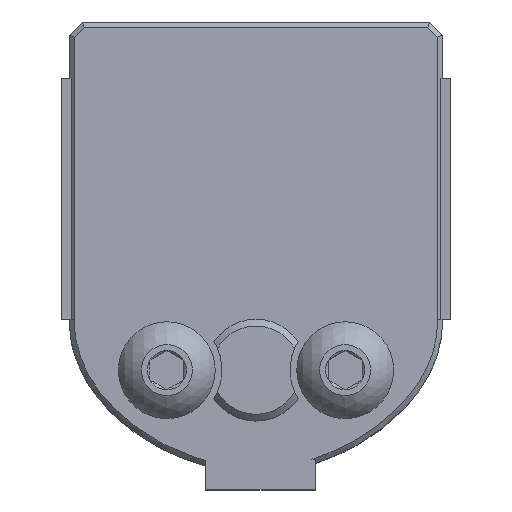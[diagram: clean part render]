
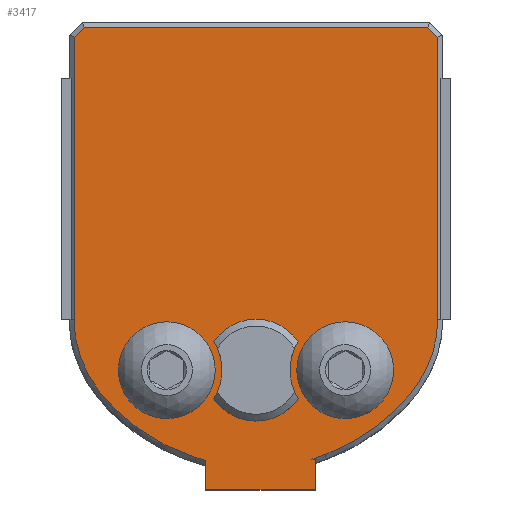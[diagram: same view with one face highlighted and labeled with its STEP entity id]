
A CAD part, top view. The second image highlights one B-rep face of the part: STEP entity #3417.
In plain terms, the highlighted planar face has unit normal (0, 0, 1).
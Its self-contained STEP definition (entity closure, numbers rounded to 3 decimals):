
#93=FACE_BOUND('',#713,.T.);
#94=FACE_BOUND('',#714,.T.);
#95=FACE_BOUND('',#715,.T.);
#104=B_SPLINE_CURVE_WITH_KNOTS('',3,(#4909,#4910,#4911,#4912),
 .UNSPECIFIED.,.F.,.F.,(4,4),(0.,0.083),.UNSPECIFIED.);
#105=B_SPLINE_CURVE_WITH_KNOTS('',3,(#4914,#4915,#4916,#4917,#4918,#4919,
#4920,#4921,#4922,#4923),.UNSPECIFIED.,.F.,.F.,(4,1,1,1,3,4),(-1.,-0.714,
-0.571,-0.286,0.,0.017),
 .UNSPECIFIED.);
#106=B_SPLINE_CURVE_WITH_KNOTS('',3,(#4935,#4936,#4937,#4938,#4939,#4940,
#4941,#4942,#4943),.UNSPECIFIED.,.F.,.F.,(4,3,1,1,4),(-0.016,
0.,0.429,0.571,1.),
 .UNSPECIFIED.);
#107=B_SPLINE_CURVE_WITH_KNOTS('',3,(#4945,#4946,#4947,#4948),
 .UNSPECIFIED.,.F.,.F.,(4,4),(0.736,0.798),
 .UNSPECIFIED.);
#318=CIRCLE('',#3689,2.52);
#320=CIRCLE('',#3692,2.52);
#321=CIRCLE('',#3693,3.);
#322=CIRCLE('',#3694,3.25);
#323=CIRCLE('',#3695,3.);
#324=CIRCLE('',#3696,3.25);
#503=FACE_OUTER_BOUND('',#712,.T.);
#712=EDGE_LOOP('',(#2309,#2310,#2311,#2312,#2313,#2314,#2315,#2316,#2317,
#2318,#2319,#2320,#2321));
#713=EDGE_LOOP('',(#2322));
#714=EDGE_LOOP('',(#2323,#2324,#2325,#2326));
#715=EDGE_LOOP('',(#2327));
#940=LINE('',#4925,#1174);
#941=LINE('',#4927,#1175);
#942=LINE('',#4929,#1176);
#943=LINE('',#4931,#1177);
#944=LINE('',#4933,#1178);
#945=LINE('',#4950,#1179);
#946=LINE('',#4952,#1180);
#947=LINE('',#4954,#1181);
#948=LINE('',#4955,#1182);
#1174=VECTOR('',#4016,10.);
#1175=VECTOR('',#4017,10.);
#1176=VECTOR('',#4018,10.);
#1177=VECTOR('',#4019,10.);
#1178=VECTOR('',#4020,10.);
#1179=VECTOR('',#4021,10.);
#1180=VECTOR('',#4022,10.);
#1181=VECTOR('',#4023,10.);
#1182=VECTOR('',#4024,10.);
#1405=VERTEX_POINT('',#4901);
#1407=VERTEX_POINT('',#4907);
#1408=VERTEX_POINT('',#4908);
#1409=VERTEX_POINT('',#4913);
#1410=VERTEX_POINT('',#4924);
#1411=VERTEX_POINT('',#4926);
#1412=VERTEX_POINT('',#4928);
#1413=VERTEX_POINT('',#4930);
#1414=VERTEX_POINT('',#4932);
#1415=VERTEX_POINT('',#4934);
#1416=VERTEX_POINT('',#4944);
#1417=VERTEX_POINT('',#4949);
#1418=VERTEX_POINT('',#4951);
#1419=VERTEX_POINT('',#4953);
#1420=VERTEX_POINT('',#4956);
#1421=VERTEX_POINT('',#4958);
#1422=VERTEX_POINT('',#4959);
#1423=VERTEX_POINT('',#4961);
#1424=VERTEX_POINT('',#4963);
#1749=EDGE_CURVE('',#1405,#1405,#318,.T.);
#1752=EDGE_CURVE('',#1407,#1408,#104,.T.);
#1753=EDGE_CURVE('',#1409,#1407,#105,.T.);
#1754=EDGE_CURVE('',#1410,#1409,#940,.T.);
#1755=EDGE_CURVE('',#1411,#1410,#941,.T.);
#1756=EDGE_CURVE('',#1412,#1411,#942,.T.);
#1757=EDGE_CURVE('',#1413,#1412,#943,.T.);
#1758=EDGE_CURVE('',#1414,#1413,#944,.T.);
#1759=EDGE_CURVE('',#1415,#1414,#106,.T.);
#1760=EDGE_CURVE('',#1416,#1415,#107,.T.);
#1761=EDGE_CURVE('',#1416,#1417,#945,.T.);
#1762=EDGE_CURVE('',#1417,#1418,#946,.T.);
#1763=EDGE_CURVE('',#1418,#1419,#947,.T.);
#1764=EDGE_CURVE('',#1419,#1408,#948,.T.);
#1765=EDGE_CURVE('',#1420,#1420,#320,.T.);
#1766=EDGE_CURVE('',#1421,#1422,#321,.T.);
#1767=EDGE_CURVE('',#1422,#1423,#322,.T.);
#1768=EDGE_CURVE('',#1423,#1424,#323,.T.);
#1769=EDGE_CURVE('',#1424,#1421,#324,.T.);
#2309=ORIENTED_EDGE('',*,*,#1752,.F.);
#2310=ORIENTED_EDGE('',*,*,#1753,.F.);
#2311=ORIENTED_EDGE('',*,*,#1754,.F.);
#2312=ORIENTED_EDGE('',*,*,#1755,.F.);
#2313=ORIENTED_EDGE('',*,*,#1756,.F.);
#2314=ORIENTED_EDGE('',*,*,#1757,.F.);
#2315=ORIENTED_EDGE('',*,*,#1758,.F.);
#2316=ORIENTED_EDGE('',*,*,#1759,.F.);
#2317=ORIENTED_EDGE('',*,*,#1760,.F.);
#2318=ORIENTED_EDGE('',*,*,#1761,.T.);
#2319=ORIENTED_EDGE('',*,*,#1762,.T.);
#2320=ORIENTED_EDGE('',*,*,#1763,.T.);
#2321=ORIENTED_EDGE('',*,*,#1764,.T.);
#2322=ORIENTED_EDGE('',*,*,#1765,.F.);
#2323=ORIENTED_EDGE('',*,*,#1766,.T.);
#2324=ORIENTED_EDGE('',*,*,#1767,.T.);
#2325=ORIENTED_EDGE('',*,*,#1768,.T.);
#2326=ORIENTED_EDGE('',*,*,#1769,.T.);
#2327=ORIENTED_EDGE('',*,*,#1749,.F.);
#3328=PLANE('',#3691);
#3417=ADVANCED_FACE('',(#503,#93,#94,#95),#3328,.T.);
#3689=AXIS2_PLACEMENT_3D('',#4902,#4009,#4010);
#3691=AXIS2_PLACEMENT_3D('',#4906,#4014,#4015);
#3692=AXIS2_PLACEMENT_3D('',#4957,#4025,#4026);
#3693=AXIS2_PLACEMENT_3D('',#4960,#4027,#4028);
#3694=AXIS2_PLACEMENT_3D('',#4962,#4029,#4030);
#3695=AXIS2_PLACEMENT_3D('',#4964,#4031,#4032);
#3696=AXIS2_PLACEMENT_3D('',#4965,#4033,#4034);
#4009=DIRECTION('center_axis',(0.,0.,1.));
#4010=DIRECTION('ref_axis',(-1.,0.,0.));
#4014=DIRECTION('center_axis',(0.,0.,1.));
#4015=DIRECTION('ref_axis',(-1.,0.,0.));
#4016=DIRECTION('',(0.,-1.,0.));
#4017=DIRECTION('',(0.707,-0.707,0.));
#4018=DIRECTION('',(1.,0.,0.));
#4019=DIRECTION('',(0.707,0.707,0.));
#4020=DIRECTION('',(0.,1.,0.));
#4021=DIRECTION('',(0.,-1.,0.));
#4022=DIRECTION('',(1.,0.,0.));
#4023=DIRECTION('',(0.,1.,0.));
#4024=DIRECTION('',(-1.,0.,0.));
#4025=DIRECTION('center_axis',(0.,0.,1.));
#4026=DIRECTION('ref_axis',(-1.,0.,0.));
#4027=DIRECTION('center_axis',(0.,0.,-1.));
#4028=DIRECTION('ref_axis',(1.,0.,0.));
#4029=DIRECTION('center_axis',(0.,0.,
1.));
#4030=DIRECTION('ref_axis',(-1.,0.,0.));
#4031=DIRECTION('center_axis',(0.,0.,-1.));
#4032=DIRECTION('ref_axis',(1.,0.,0.));
#4033=DIRECTION('center_axis',(0.,0.,
1.));
#4034=DIRECTION('ref_axis',(-1.,0.,0.));
#4901=CARTESIAN_POINT('',(11.829,9.967,5.177));
#4902=CARTESIAN_POINT('Origin',(9.309,9.967,5.177));
#4906=CARTESIAN_POINT('Origin',(14.559,16.968,5.177));
#4907=CARTESIAN_POINT('',(18.611,4.997,5.177));
#4908=CARTESIAN_POINT('',(17.848,4.73,5.177));
#4909=CARTESIAN_POINT('Ctrl Pts',(18.611,4.997,5.177));
#4910=CARTESIAN_POINT('Ctrl Pts',(18.36,4.898,5.177));
#4911=CARTESIAN_POINT('Ctrl Pts',(18.105,4.809,5.177));
#4912=CARTESIAN_POINT('Ctrl Pts',(17.848,4.73,5.177));
#4913=CARTESIAN_POINT('',(25.259,12.967,5.177));
#4914=CARTESIAN_POINT('Ctrl Pts',(25.259,12.967,5.177));
#4915=CARTESIAN_POINT('Ctrl Pts',(25.259,11.845,5.177));
#4916=CARTESIAN_POINT('Ctrl Pts',(24.862,10.334,5.177));
#4917=CARTESIAN_POINT('Ctrl Pts',(23.482,8.224,5.177));
#4918=CARTESIAN_POINT('Ctrl Pts',(21.599,6.464,5.177));
#4919=CARTESIAN_POINT('Ctrl Pts',(19.767,5.449,5.177));
#4920=CARTESIAN_POINT('Ctrl Pts',(18.78,5.063,5.177));
#4921=CARTESIAN_POINT('Ctrl Pts',(18.724,5.041,5.177));
#4922=CARTESIAN_POINT('Ctrl Pts',(18.667,5.019,5.177));
#4923=CARTESIAN_POINT('Ctrl Pts',(18.611,4.997,5.177));
#4924=CARTESIAN_POINT('',(25.259,29.579,5.177));
#4925=CARTESIAN_POINT('',(25.259,23.219,5.177));
#4926=CARTESIAN_POINT('',(24.668,30.17,5.177));
#4927=CARTESIAN_POINT('',(25.589,29.249,5.177));
#4928=CARTESIAN_POINT('',(4.45,30.17,5.177));
#4929=CARTESIAN_POINT('',(9.309,30.17,5.177));
#4930=CARTESIAN_POINT('',(3.859,29.579,5.177));
#4931=CARTESIAN_POINT('',(3.529,29.249,5.177));
#4932=CARTESIAN_POINT('',(3.859,12.967,5.177));
#4933=CARTESIAN_POINT('',(3.859,14.968,5.177));
#4934=CARTESIAN_POINT('',(11.016,4.82,5.177));
#4935=CARTESIAN_POINT('Ctrl Pts',(11.016,4.82,5.177));
#4936=CARTESIAN_POINT('Ctrl Pts',(10.959,4.839,5.177));
#4937=CARTESIAN_POINT('Ctrl Pts',(10.901,4.859,5.177));
#4938=CARTESIAN_POINT('Ctrl Pts',(10.843,4.878,5.177));
#4939=CARTESIAN_POINT('Ctrl Pts',(9.257,5.415,5.177));
#4940=CARTESIAN_POINT('Ctrl Pts',(7.349,6.539,5.177));
#4941=CARTESIAN_POINT('Ctrl Pts',(4.731,9.215,5.177));
#4942=CARTESIAN_POINT('Ctrl Pts',(3.859,11.19,5.177));
#4943=CARTESIAN_POINT('Ctrl Pts',(3.859,12.967,5.177));
#4944=CARTESIAN_POINT('',(11.597,4.641,5.177));
#4945=CARTESIAN_POINT('Ctrl Pts',(11.597,4.641,5.177));
#4946=CARTESIAN_POINT('Ctrl Pts',(11.402,4.695,5.177));
#4947=CARTESIAN_POINT('Ctrl Pts',(11.208,4.755,5.177));
#4948=CARTESIAN_POINT('Ctrl Pts',(11.016,4.82,5.177));
#4949=CARTESIAN_POINT('',(11.597,2.914,5.177));
#4950=CARTESIAN_POINT('',(11.597,3.45,5.177));
#4951=CARTESIAN_POINT('',(18.05,2.914,5.177));
#4952=CARTESIAN_POINT('',(14.691,2.914,5.177));
#4953=CARTESIAN_POINT('',(18.05,4.73,5.177));
#4954=CARTESIAN_POINT('',(18.05,3.45,5.177));
#4955=CARTESIAN_POINT('',(14.824,4.73,5.177));
#4956=CARTESIAN_POINT('',(22.329,9.967,5.177));
#4957=CARTESIAN_POINT('Origin',(19.809,9.967,5.177));
#4958=CARTESIAN_POINT('',(12.083,11.66,5.177));
#4959=CARTESIAN_POINT('',(17.035,11.66,5.177));
#4960=CARTESIAN_POINT('Origin',(14.559,9.967,5.177));
#4961=CARTESIAN_POINT('',(17.035,8.273,5.177));
#4962=CARTESIAN_POINT('Origin',(19.809,9.967,5.177));
#4963=CARTESIAN_POINT('',(12.083,8.273,5.177));
#4964=CARTESIAN_POINT('Origin',(14.559,9.967,5.177));
#4965=CARTESIAN_POINT('Origin',(9.309,9.967,5.177));
